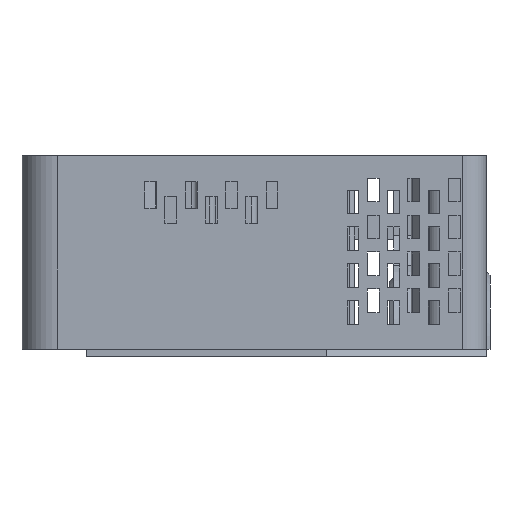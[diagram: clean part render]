
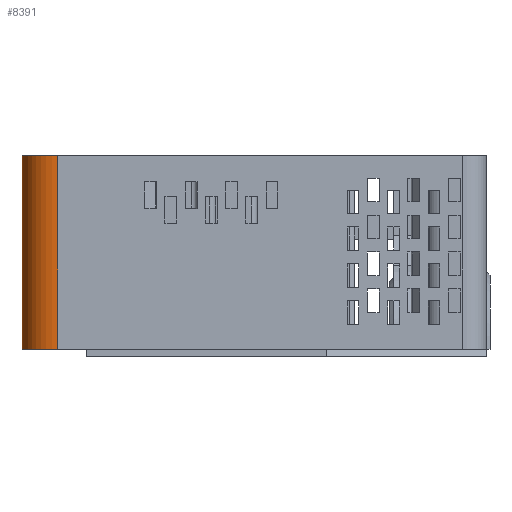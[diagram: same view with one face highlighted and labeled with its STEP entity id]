
A CAD part, left-side view. The second image highlights one B-rep face of the part: STEP entity #8391.
In plain terms, the highlighted cylindrical face has radius 6 mm (diameter 12 mm), a partial arc.
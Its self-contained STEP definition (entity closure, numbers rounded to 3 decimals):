
#1430 = CARTESIAN_POINT ( 'NONE',  ( -67.482, 101.513, -108.495 ) ) ;
#3228 = DIRECTION ( 'NONE',  ( -1., 0., 0. ) ) ;
#3475 = EDGE_CURVE ( 'NONE', #13043, #7594, #28269, .T. ) ;
#3822 = CARTESIAN_POINT ( 'NONE',  ( -78.138, 97.729, -141.045 ) ) ;
#4628 = DIRECTION ( 'NONE',  ( -1., 0., 0. ) ) ;
#4681 = LINE ( 'NONE', #25850, #25723 ) ;
#5712 = CIRCLE ( 'NONE', #33856, 6. ) ;
#6922 = DIRECTION ( 'NONE',  ( 0., 0., -1. ) ) ;
#7594 = VERTEX_POINT ( 'NONE', #22799 ) ;
#7815 = VECTOR ( 'NONE', #13388, 1000. ) ;
#8183 = VERTEX_POINT ( 'NONE', #3822 ) ;
#8391 = ADVANCED_FACE ( 'NONE', ( #19917 ), #28342, .T. ) ;
#10891 = ORIENTED_EDGE ( 'NONE', *, *, #32851, .F. ) ;
#13043 = VERTEX_POINT ( 'NONE', #19082 ) ;
#13388 = DIRECTION ( 'NONE',  ( 0., 0., -1. ) ) ;
#13785 = AXIS2_PLACEMENT_3D ( 'NONE', #15386, #6922, #3228 ) ;
#13959 = CARTESIAN_POINT ( 'NONE',  ( -72.138, 97.729, -108.495 ) ) ;
#15386 = CARTESIAN_POINT ( 'NONE',  ( -72.138, 97.729, -141.045 ) ) ;
#17479 = DIRECTION ( 'NONE',  ( 0., 0., -1. ) ) ;
#18260 = ORIENTED_EDGE ( 'NONE', *, *, #33351, .T. ) ;
#18307 = AXIS2_PLACEMENT_3D ( 'NONE', #31474, #34397, #4628 ) ;
#19082 = CARTESIAN_POINT ( 'NONE',  ( -67.482, 101.513, -108.495 ) ) ;
#19778 = DIRECTION ( 'NONE',  ( 0., 0., -1. ) ) ;
#19917 = FACE_OUTER_BOUND ( 'NONE', #25523, .T. ) ;
#20824 = ORIENTED_EDGE ( 'NONE', *, *, #3475, .T. ) ;
#22799 = CARTESIAN_POINT ( 'NONE',  ( -67.482, 101.513, -141.045 ) ) ;
#23783 = CIRCLE ( 'NONE', #13785, 6. ) ;
#25523 = EDGE_LOOP ( 'NONE', ( #18260, #20824, #26020, #10891 ) ) ;
#25723 = VECTOR ( 'NONE', #19778, 1000. ) ;
#25850 = CARTESIAN_POINT ( 'NONE',  ( -78.138, 97.729, -108.495 ) ) ;
#26020 = ORIENTED_EDGE ( 'NONE', *, *, #31652, .F. ) ;
#28269 = LINE ( 'NONE', #1430, #7815 ) ;
#28342 = CYLINDRICAL_SURFACE ( 'NONE', #18307, 6. ) ;
#31395 = CARTESIAN_POINT ( 'NONE',  ( -78.138, 97.729, -108.495 ) ) ;
#31474 = CARTESIAN_POINT ( 'NONE',  ( -72.138, 97.729, -108.495 ) ) ;
#31652 = EDGE_CURVE ( 'NONE', #8183, #7594, #23783, .T. ) ;
#32851 = EDGE_CURVE ( 'NONE', #34757, #8183, #4681, .T. ) ;
#33351 = EDGE_CURVE ( 'NONE', #34757, #13043, #5712, .T. ) ;
#33856 = AXIS2_PLACEMENT_3D ( 'NONE', #13959, #17479, #38426 ) ;
#34397 = DIRECTION ( 'NONE',  ( 0., 0., -1. ) ) ;
#34757 = VERTEX_POINT ( 'NONE', #31395 ) ;
#38426 = DIRECTION ( 'NONE',  ( -1., 0., 0. ) ) ;
